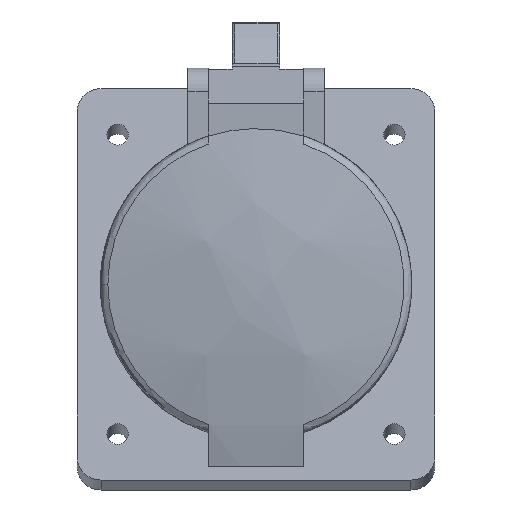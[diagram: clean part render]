
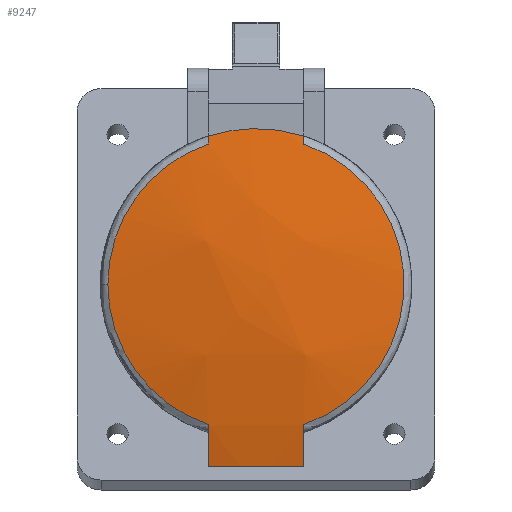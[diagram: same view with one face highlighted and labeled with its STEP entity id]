
A CAD part, top view. The second image highlights one B-rep face of the part: STEP entity #9247.
In plain terms, the highlighted free-form (B-spline) face has degree [3, 3] with [4, 4] control points.
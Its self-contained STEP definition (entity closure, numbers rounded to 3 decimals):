
#31 = CARTESIAN_POINT ( 'NONE',  ( -10.055, -33.572, 41.227 ) ) ;
#589 = EDGE_CURVE ( 'NONE', #13617, #5310, #8227, .T. ) ;
#1194 = CARTESIAN_POINT ( 'NONE',  ( -8.435, 33.317, 42.153 ) ) ;
#1224 = CARTESIAN_POINT ( 'NONE',  ( -10.055, -27.695, 42.498 ) ) ;
#1408 = CARTESIAN_POINT ( 'NONE',  ( 9.945, 32.796, 42.153 ) ) ;
#1532 = CARTESIAN_POINT ( 'NONE',  ( 9.945, 32.24, 42.272 ) ) ;
#2612 = CARTESIAN_POINT ( 'NONE',  ( -4.271, 34.103, 42.153 ) ) ;
#2841 = CARTESIAN_POINT ( 'NONE',  ( 1.443, 34.336, 42.153 ) ) ;
#3109 = CARTESIAN_POINT ( 'NONE',  ( -10.055, 32.796, 42.153 ) ) ;
#3378 = CARTESIAN_POINT ( 'NONE',  ( 31.779, -12.997, 43.593 ) ) ;
#3716 = CARTESIAN_POINT ( 'NONE',  ( 30.739, 34.869, 38.763 ) ) ;
#4067 = CARTESIAN_POINT ( 'NONE',  ( -31.976, 11.234, 43.999 ) ) ;
#4203 = B_SPLINE_CURVE_WITH_KNOTS ( 'NONE', 3,
 ( #14088, #15871, #10290, #17546 ),
 .UNSPECIFIED., .F., .F.,
 ( 4, 4 ),
 ( 0., 1. ),
 .UNSPECIFIED. ) ;
#4888 = CARTESIAN_POINT ( 'NONE',  ( -10.055, 31.684, 42.386 ) ) ;
#5051 = VERTEX_POINT ( 'NONE', #1224 ) ;
#5150 = CARTESIAN_POINT ( 'NONE',  ( -10.388, -36.434, 41.917 ) ) ;
#5266 = CARTESIAN_POINT ( 'NONE',  ( -10.055, 31.126, 42.498 ) ) ;
#5310 = VERTEX_POINT ( 'NONE', #19924 ) ;
#5495 = CARTESIAN_POINT ( 'NONE',  ( 10.747, 11.234, 48.546 ) ) ;
#5551 = CARTESIAN_POINT ( 'NONE',  ( 9.945, -27.695, 42.498 ) ) ;
#5616 = CARTESIAN_POINT ( 'NONE',  ( -31.889, -12.997, 43.593 ) ) ;
#5780 = ORIENTED_EDGE ( 'NONE', *, *, #589, .T. ) ;
#5829 = ORIENTED_EDGE ( 'NONE', *, *, #15634, .T. ) ;
#5976 = AXIS2_PLACEMENT_3D ( 'NONE', #11306, #9536, #7866 ) ;
#6196 = CARTESIAN_POINT ( 'NONE',  ( 3.336, 34.2, 42.153 ) ) ;
#6541 = CIRCLE ( 'NONE', #19454, 31.064 ) ;
#7186 = CARTESIAN_POINT ( 'NONE',  ( 9.945, 31.126, 42.498 ) ) ;
#7865 =( BOUNDED_SURFACE ( )  B_SPLINE_SURFACE ( 3, 3, ( 
 ( #14185, #21435, #5150, #12419 ),
 ( #3378, #23334, #11089, #5616 ),
 ( #14771, #5495, #10847, #4067 ),
 ( #3716, #14647, #12654, #18111 ) ),
 .UNSPECIFIED., .F., .F., .T. ) 
 B_SPLINE_SURFACE_WITH_KNOTS ( ( 4, 4 ),
 ( 4, 4 ),
 ( 0., 1. ),
 ( 0., 1. ),
 .UNSPECIFIED. ) 
 GEOMETRIC_REPRESENTATION_ITEM ( )  RATIONAL_B_SPLINE_SURFACE ( (
 ( 1., 0.985, 0.985, 1.),
 ( 0.981, 0.966, 0.966, 0.981),
 ( 0.981, 0.966, 0.966, 0.981),
 ( 1., 0.985, 0.985, 1.) ) ) 
 REPRESENTATION_ITEM ( '' )  SURFACE ( )  );
#7866 = DIRECTION ( 'NONE',  ( -1., 0., 0. ) ) ;
#7967 = DIRECTION ( 'NONE',  ( 0., 1., 0. ) ) ;
#8210 = CARTESIAN_POINT ( 'NONE',  ( -0.055, 1.716, 42.498 ) ) ;
#8227 = B_SPLINE_CURVE_WITH_KNOTS ( 'NONE', 3,
 ( #19266, #11661, #10211, #18917, #6196, #15333, #2841, #10101, #22583, #17483, #13555, #20807, #17364, #2612, #15578, #1194, #8465 ),
 .UNSPECIFIED., .F., .F.,
 ( 4, 2, 2, 1, 2, 2, 2, 2, 4 ),
 ( 0., 0.25, 0.375, 0.438, 0.469, 0.5, 0.625, 0.75, 1. ),
 .UNSPECIFIED. ) ;
#8451 = DIRECTION ( 'NONE',  ( -1., 0., 0. ) ) ;
#8465 = CARTESIAN_POINT ( 'NONE',  ( -10.055, 32.796, 42.153 ) ) ;
#8812 = VERTEX_POINT ( 'NONE', #15111 ) ;
#8897 = CARTESIAN_POINT ( 'NONE',  ( 9.945, 31.684, 42.386 ) ) ;
#9016 = CIRCLE ( 'NONE', #5976, 31.064 ) ;
#9207 = VERTEX_POINT ( 'NONE', #5266 ) ;
#9247 = ADVANCED_FACE ( 'NONE', ( #19450 ), #7865, .T. ) ;
#9536 = DIRECTION ( 'NONE',  ( 0., 0., 1. ) ) ;
#9630 = CARTESIAN_POINT ( 'NONE',  ( -0.055, 1.716, 42.498 ) ) ;
#10101 = CARTESIAN_POINT ( 'NONE',  ( 0.81, 34.355, 42.153 ) ) ;
#10111 = ORIENTED_EDGE ( 'NONE', *, *, #17086, .T. ) ;
#10211 = CARTESIAN_POINT ( 'NONE',  ( 6.683, 33.708, 42.153 ) ) ;
#10290 = CARTESIAN_POINT ( 'NONE',  ( 9.945, -30.657, 41.904 ) ) ;
#10447 = EDGE_CURVE ( 'NONE', #5051, #8812, #12292, .T. ) ;
#10476 = CARTESIAN_POINT ( 'NONE',  ( -10.055, 32.24, 42.272 ) ) ;
#10847 = CARTESIAN_POINT ( 'NONE',  ( -10.857, 11.234, 48.546 ) ) ;
#11089 = CARTESIAN_POINT ( 'NONE',  ( -10.827, -12.997, 48.128 ) ) ;
#11306 = CARTESIAN_POINT ( 'NONE',  ( -0.055, 1.716, 42.498 ) ) ;
#11661 = CARTESIAN_POINT ( 'NONE',  ( 8.329, 33.316, 42.153 ) ) ;
#11827 = ORIENTED_EDGE ( 'NONE', *, *, #16066, .T. ) ;
#11835 = VERTEX_POINT ( 'NONE', #15414 ) ;
#12292 = B_SPLINE_CURVE_WITH_KNOTS ( 'NONE', 3,
 ( #23440, #14415, #31, #12646 ),
 .UNSPECIFIED., .F., .F.,
 ( 4, 4 ),
 ( 0., 1. ),
 .UNSPECIFIED. ) ;
#12420 = EDGE_CURVE ( 'NONE', #13617, #12914, #18216, .T. ) ;
#12419 = CARTESIAN_POINT ( 'NONE',  ( -30.591, -36.434, 37.567 ) ) ;
#12646 = CARTESIAN_POINT ( 'NONE',  ( -10.055, -36.434, 40.472 ) ) ;
#12654 = CARTESIAN_POINT ( 'NONE',  ( -10.475, 34.869, 43.15 ) ) ;
#12801 = VERTEX_POINT ( 'NONE', #5551 ) ;
#12914 = VERTEX_POINT ( 'NONE', #7186 ) ;
#13480 = ORIENTED_EDGE ( 'NONE', *, *, #22910, .F. ) ;
#13555 = CARTESIAN_POINT ( 'NONE',  ( -0.886, 34.366, 42.153 ) ) ;
#13617 = VERTEX_POINT ( 'NONE', #17133 ) ;
#13999 = AXIS2_PLACEMENT_3D ( 'NONE', #17119, #7967, #15196 ) ;
#14088 = CARTESIAN_POINT ( 'NONE',  ( 9.945, -36.434, 40.472 ) ) ;
#14185 = CARTESIAN_POINT ( 'NONE',  ( 30.482, -36.434, 37.567 ) ) ;
#14415 = CARTESIAN_POINT ( 'NONE',  ( -10.055, -30.657, 41.904 ) ) ;
#14581 = VERTEX_POINT ( 'NONE', #21497 ) ;
#14647 = CARTESIAN_POINT ( 'NONE',  ( 10.366, 34.869, 43.15 ) ) ;
#14739 = CIRCLE ( 'NONE', #13999, 145.067 ) ;
#14771 = CARTESIAN_POINT ( 'NONE',  ( 31.867, 11.234, 43.999 ) ) ;
#15111 = CARTESIAN_POINT ( 'NONE',  ( -10.055, -36.434, 40.472 ) ) ;
#15196 = DIRECTION ( 'NONE',  ( 0., 0., -1. ) ) ;
#15333 = CARTESIAN_POINT ( 'NONE',  ( 2.074, 34.299, 42.153 ) ) ;
#15414 = CARTESIAN_POINT ( 'NONE',  ( 9.945, -36.434, 40.472 ) ) ;
#15439 = DIRECTION ( 'NONE',  ( 0., 0., 1. ) ) ;
#15531 = ORIENTED_EDGE ( 'NONE', *, *, #17121, .T. ) ;
#15578 = CARTESIAN_POINT ( 'NONE',  ( -6.788, 33.709, 42.153 ) ) ;
#15634 = EDGE_CURVE ( 'NONE', #14581, #5051, #9016, .T. ) ;
#15871 = CARTESIAN_POINT ( 'NONE',  ( 9.945, -33.572, 41.227 ) ) ;
#16066 = EDGE_CURVE ( 'NONE', #11835, #12801, #4203, .T. ) ;
#16128 = CARTESIAN_POINT ( 'NONE',  ( 9.945, 31.126, 42.498 ) ) ;
#16641 = AXIS2_PLACEMENT_3D ( 'NONE', #8210, #15439, #8451 ) ;
#16871 = DIRECTION ( 'NONE',  ( 0., 0., 1. ) ) ;
#17048 = CIRCLE ( 'NONE', #16641, 31.064 ) ;
#17086 = EDGE_CURVE ( 'NONE', #8812, #11835, #14739, .T. ) ;
#17119 = CARTESIAN_POINT ( 'NONE',  ( -0.055, -36.434, -104.25 ) ) ;
#17121 = EDGE_CURVE ( 'NONE', #9207, #14581, #17048, .T. ) ;
#17133 = CARTESIAN_POINT ( 'NONE',  ( 9.945, 32.796, 42.153 ) ) ;
#17339 = ORIENTED_EDGE ( 'NONE', *, *, #12420, .F. ) ;
#17364 = CARTESIAN_POINT ( 'NONE',  ( -3.426, 34.202, 42.153 ) ) ;
#17483 = CARTESIAN_POINT ( 'NONE',  ( 0.177, 34.365, 42.153 ) ) ;
#17504 = CARTESIAN_POINT ( 'NONE',  ( -10.055, 31.126, 42.498 ) ) ;
#17546 = CARTESIAN_POINT ( 'NONE',  ( 9.945, -27.695, 42.498 ) ) ;
#17709 = DIRECTION ( 'NONE',  ( -1., 0., 0. ) ) ;
#18111 = CARTESIAN_POINT ( 'NONE',  ( -30.849, 34.869, 38.763 ) ) ;
#18216 = B_SPLINE_CURVE_WITH_KNOTS ( 'NONE', 3,
 ( #1408, #1532, #8897, #16128 ),
 .UNSPECIFIED., .F., .F.,
 ( 4, 4 ),
 ( 0., 0.002 ),
 .UNSPECIFIED. ) ;
#18683 = ORIENTED_EDGE ( 'NONE', *, *, #10447, .T. ) ;
#18751 = ORIENTED_EDGE ( 'NONE', *, *, #20398, .T. ) ;
#18917 = CARTESIAN_POINT ( 'NONE',  ( 4.174, 34.102, 42.153 ) ) ;
#19045 = B_SPLINE_CURVE_WITH_KNOTS ( 'NONE', 3,
 ( #17504, #4888, #10476, #3109 ),
 .UNSPECIFIED., .F., .F.,
 ( 4, 4 ),
 ( 0., 0.002 ),
 .UNSPECIFIED. ) ;
#19266 = CARTESIAN_POINT ( 'NONE',  ( 9.945, 32.796, 42.153 ) ) ;
#19450 = FACE_OUTER_BOUND ( 'NONE', #21697, .T. ) ;
#19454 = AXIS2_PLACEMENT_3D ( 'NONE', #9630, #16871, #17709 ) ;
#19924 = CARTESIAN_POINT ( 'NONE',  ( -10.055, 32.796, 42.153 ) ) ;
#20398 = EDGE_CURVE ( 'NONE', #12801, #12914, #6541, .T. ) ;
#20807 = CARTESIAN_POINT ( 'NONE',  ( -1.734, 34.333, 42.153 ) ) ;
#21435 = CARTESIAN_POINT ( 'NONE',  ( 10.278, -36.434, 41.917 ) ) ;
#21497 = CARTESIAN_POINT ( 'NONE',  ( -31.119, 1.716, 42.498 ) ) ;
#21697 = EDGE_LOOP ( 'NONE', ( #5780, #13480, #15531, #5829, #18683, #10111, #11827, #18751, #17339 ) ) ;
#22583 = CARTESIAN_POINT ( 'NONE',  ( 0.387, 34.363, 42.153 ) ) ;
#22910 = EDGE_CURVE ( 'NONE', #9207, #5310, #19045, .T. ) ;
#23334 = CARTESIAN_POINT ( 'NONE',  ( 10.717, -12.997, 48.128 ) ) ;
#23440 = CARTESIAN_POINT ( 'NONE',  ( -10.055, -27.695, 42.498 ) ) ;
